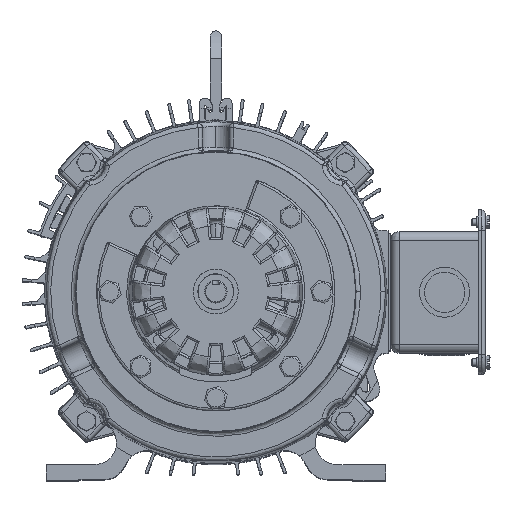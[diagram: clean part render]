
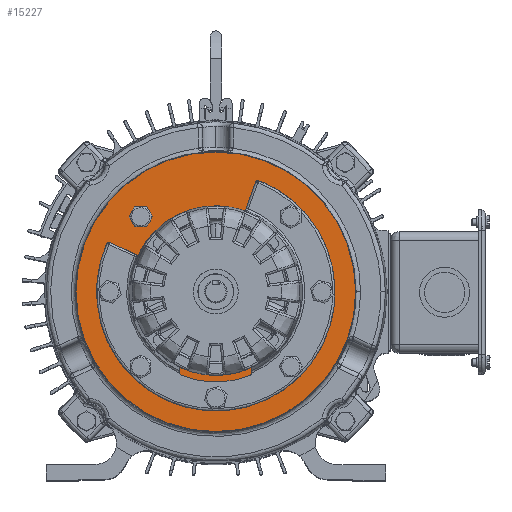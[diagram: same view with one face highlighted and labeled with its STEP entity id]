
A CAD part, top view. The second image highlights one B-rep face of the part: STEP entity #15227.
In plain terms, the highlighted planar face has unit normal (0, 0, 1).
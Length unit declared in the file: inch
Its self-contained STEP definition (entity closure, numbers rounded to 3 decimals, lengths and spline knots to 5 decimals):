
#3769 = EDGE_LOOP ( 'NONE', ( #121518, #22629 ) ) ;
#5900 = ORIENTED_EDGE ( 'NONE', *, *, #87777, .F. ) ;
#7627 = FACE_OUTER_BOUND ( 'NONE', #7884, .T. ) ;
#7884 = EDGE_LOOP ( 'NONE', ( #145638, #48979 ) ) ;
#9845 = CIRCLE ( 'NONE', #106309, 0.156 ) ;
#10181 = DIRECTION ( 'NONE',  ( 0., 0., 1. ) ) ;
#10337 = DIRECTION ( 'NONE',  ( 1., 0., 0. ) ) ;
#10486 = AXIS2_PLACEMENT_3D ( 'NONE', #113757, #153588, #166653 ) ;
#12712 = DIRECTION ( 'NONE',  ( 1., 0., 0. ) ) ;
#12848 = CARTESIAN_POINT ( 'NONE',  ( -2.07713, -2.07713, 1.1617 ) ) ;
#15227 = ADVANCED_FACE ( 'NONE', ( #24629, #7627, #90774, #137421, #169384, #84287 ), #31037, .F. ) ;
#15694 = CARTESIAN_POINT ( 'NONE',  ( 0., 0., 1.1617 ) ) ;
#17551 = AXIS2_PLACEMENT_3D ( 'NONE', #12848, #67571, #27691 ) ;
#19135 = CARTESIAN_POINT ( 'NONE',  ( -2.24925, 0., 1.1617 ) ) ;
#21193 = CARTESIAN_POINT ( 'NONE',  ( -2.23313, -2.07713, 1.1617 ) ) ;
#22077 = CARTESIAN_POINT ( 'NONE',  ( -1.92113, 2.07713, 1.1617 ) ) ;
#22629 = ORIENTED_EDGE ( 'NONE', *, *, #115377, .F. ) ;
#23729 = EDGE_CURVE ( 'NONE', #42976, #129381, #45869, .T. ) ;
#24629 = FACE_BOUND ( 'NONE', #66919, .T. ) ;
#24648 = DIRECTION ( 'NONE',  ( 0., 0., 1. ) ) ;
#26151 = DIRECTION ( 'NONE',  ( 1., 0., 0. ) ) ;
#26659 = CARTESIAN_POINT ( 'NONE',  ( 1.92113, -2.07713, 1.1617 ) ) ;
#27691 = DIRECTION ( 'NONE',  ( 1., 0., 0. ) ) ;
#31037 = PLANE ( 'NONE',  #10486 ) ;
#33150 = CARTESIAN_POINT ( 'NONE',  ( 2.07713, -2.07713, 1.1617 ) ) ;
#33183 = VERTEX_POINT ( 'NONE', #162301 ) ;
#34875 = CARTESIAN_POINT ( 'NONE',  ( 2.07713, 2.07713, 1.1617 ) ) ;
#37115 = VERTEX_POINT ( 'NONE', #81671 ) ;
#39027 = VERTEX_POINT ( 'NONE', #134180 ) ;
#39470 = DIRECTION ( 'NONE',  ( 0., 0., -1. ) ) ;
#42917 = CIRCLE ( 'NONE', #102206, 0.156 ) ;
#42976 = VERTEX_POINT ( 'NONE', #69612 ) ;
#43064 = DIRECTION ( 'NONE',  ( 1., 0., 0. ) ) ;
#44739 = VERTEX_POINT ( 'NONE', #68652 ) ;
#45869 = CIRCLE ( 'NONE', #124308, 0.156 ) ;
#46263 = EDGE_CURVE ( 'NONE', #44739, #146367, #88109, .T. ) ;
#48043 = AXIS2_PLACEMENT_3D ( 'NONE', #15694, #83597, #43064 ) ;
#48979 = ORIENTED_EDGE ( 'NONE', *, *, #116453, .F. ) ;
#50708 = CIRCLE ( 'NONE', #77503, 3.87113 ) ;
#52272 = CARTESIAN_POINT ( 'NONE',  ( -2.23313, 2.07713, 1.1617 ) ) ;
#54326 = CARTESIAN_POINT ( 'NONE',  ( 0., 0., 1.1617 ) ) ;
#55251 = CARTESIAN_POINT ( 'NONE',  ( 0., 0., 1.1617 ) ) ;
#55613 = CIRCLE ( 'NONE', #151442, 2.24925 ) ;
#61505 = CARTESIAN_POINT ( 'NONE',  ( -3.87113, 0., 1.1617 ) ) ;
#62262 = DIRECTION ( 'NONE',  ( 0., 0., 1. ) ) ;
#63212 = CARTESIAN_POINT ( 'NONE',  ( -2.07713, 2.07713, 1.1617 ) ) ;
#64134 = CARTESIAN_POINT ( 'NONE',  ( 2.07713, -2.07713, 1.1617 ) ) ;
#64730 = AXIS2_PLACEMENT_3D ( 'NONE', #33150, #114091, #74848 ) ;
#66919 = EDGE_LOOP ( 'NONE', ( #158880, #94175 ) ) ;
#67571 = DIRECTION ( 'NONE',  ( 0., 0., 1. ) ) ;
#68652 = CARTESIAN_POINT ( 'NONE',  ( 3.87113, 0., 1.1617 ) ) ;
#69612 = CARTESIAN_POINT ( 'NONE',  ( 1.92113, 2.07713, 1.1617 ) ) ;
#72466 = CIRCLE ( 'NONE', #17551, 0.156 ) ;
#74848 = DIRECTION ( 'NONE',  ( 1., 0., 0. ) ) ;
#75247 = EDGE_CURVE ( 'NONE', #37115, #80472, #117507, .T. ) ;
#75518 = EDGE_LOOP ( 'NONE', ( #90913, #86061 ) ) ;
#77337 = EDGE_CURVE ( 'NONE', #33183, #96310, #72466, .T. ) ;
#77503 = AXIS2_PLACEMENT_3D ( 'NONE', #54326, #39470, #12712 ) ;
#79891 = CARTESIAN_POINT ( 'NONE',  ( 2.23313, 2.07713, 1.1617 ) ) ;
#80472 = VERTEX_POINT ( 'NONE', #19135 ) ;
#81671 = CARTESIAN_POINT ( 'NONE',  ( 2.24925, 0., 1.1617 ) ) ;
#83597 = DIRECTION ( 'NONE',  ( 0., 0., 1. ) ) ;
#84287 = FACE_BOUND ( 'NONE', #140735, .T. ) ;
#86061 = ORIENTED_EDGE ( 'NONE', *, *, #154106, .F. ) ;
#87777 = EDGE_CURVE ( 'NONE', #39027, #138865, #120474, .T. ) ;
#88109 = CIRCLE ( 'NONE', #142311, 3.87113 ) ;
#90774 = FACE_BOUND ( 'NONE', #3769, .T. ) ;
#90913 = ORIENTED_EDGE ( 'NONE', *, *, #138992, .F. ) ;
#92317 = DIRECTION ( 'NONE',  ( 1., 0., 0. ) ) ;
#92359 = DIRECTION ( 'NONE',  ( 1., 0., 0. ) ) ;
#94026 = DIRECTION ( 'NONE',  ( 0., 0., 1. ) ) ;
#94175 = ORIENTED_EDGE ( 'NONE', *, *, #157654, .F. ) ;
#96310 = VERTEX_POINT ( 'NONE', #21193 ) ;
#102206 = AXIS2_PLACEMENT_3D ( 'NONE', #34875, #62262, #169897 ) ;
#104594 = DIRECTION ( 'NONE',  ( 1., 0., 0. ) ) ;
#106309 = AXIS2_PLACEMENT_3D ( 'NONE', #63212, #145233, #92359 ) ;
#108370 = ORIENTED_EDGE ( 'NONE', *, *, #23729, .F. ) ;
#113498 = AXIS2_PLACEMENT_3D ( 'NONE', #64134, #159238, #104594 ) ;
#113757 = CARTESIAN_POINT ( 'NONE',  ( 0., 4.5734, 1.1617 ) ) ;
#114091 = DIRECTION ( 'NONE',  ( 0., 0., 1. ) ) ;
#114177 = EDGE_CURVE ( 'NONE', #138865, #39027, #119863, .T. ) ;
#115377 = EDGE_CURVE ( 'NONE', #80472, #37115, #55613, .T. ) ;
#116453 = EDGE_CURVE ( 'NONE', #146367, #44739, #50708, .T. ) ;
#117507 = CIRCLE ( 'NONE', #48043, 2.24925 ) ;
#118028 = CARTESIAN_POINT ( 'NONE',  ( -2.07713, -2.07713, 1.1617 ) ) ;
#119847 = AXIS2_PLACEMENT_3D ( 'NONE', #118028, #132261, #10337 ) ;
#119863 = CIRCLE ( 'NONE', #64730, 0.156 ) ;
#120474 = CIRCLE ( 'NONE', #113498, 0.156 ) ;
#120793 = CARTESIAN_POINT ( 'NONE',  ( 2.07713, 2.07713, 1.1617 ) ) ;
#121518 = ORIENTED_EDGE ( 'NONE', *, *, #75247, .F. ) ;
#123678 = CIRCLE ( 'NONE', #119847, 0.156 ) ;
#124033 = EDGE_CURVE ( 'NONE', #129381, #42976, #42917, .T. ) ;
#124308 = AXIS2_PLACEMENT_3D ( 'NONE', #120793, #10181, #92317 ) ;
#125561 = ORIENTED_EDGE ( 'NONE', *, *, #114177, .F. ) ;
#129381 = VERTEX_POINT ( 'NONE', #79891 ) ;
#130528 = DIRECTION ( 'NONE',  ( 1., 0., 0. ) ) ;
#132261 = DIRECTION ( 'NONE',  ( 0., 0., 1. ) ) ;
#134180 = CARTESIAN_POINT ( 'NONE',  ( 2.23313, -2.07713, 1.1617 ) ) ;
#137421 = FACE_BOUND ( 'NONE', #75518, .T. ) ;
#138865 = VERTEX_POINT ( 'NONE', #26659 ) ;
#138992 = EDGE_CURVE ( 'NONE', #176184, #172713, #9845, .T. ) ;
#140735 = EDGE_LOOP ( 'NONE', ( #172675, #108370 ) ) ;
#142311 = AXIS2_PLACEMENT_3D ( 'NONE', #145352, #159646, #130528 ) ;
#145233 = DIRECTION ( 'NONE',  ( 0., 0., 1. ) ) ;
#145352 = CARTESIAN_POINT ( 'NONE',  ( 0., 0., 1.1617 ) ) ;
#145638 = ORIENTED_EDGE ( 'NONE', *, *, #46263, .F. ) ;
#146367 = VERTEX_POINT ( 'NONE', #61505 ) ;
#151442 = AXIS2_PLACEMENT_3D ( 'NONE', #55251, #94026, #26151 ) ;
#153588 = DIRECTION ( 'NONE',  ( 0., 0., -1. ) ) ;
#154106 = EDGE_CURVE ( 'NONE', #172713, #176184, #158443, .T. ) ;
#157654 = EDGE_CURVE ( 'NONE', #96310, #33183, #123678, .T. ) ;
#158443 = CIRCLE ( 'NONE', #159423, 0.156 ) ;
#158880 = ORIENTED_EDGE ( 'NONE', *, *, #77337, .F. ) ;
#159238 = DIRECTION ( 'NONE',  ( 0., 0., 1. ) ) ;
#159423 = AXIS2_PLACEMENT_3D ( 'NONE', #160286, #24648, #160841 ) ;
#159646 = DIRECTION ( 'NONE',  ( 0., 0., -1. ) ) ;
#160286 = CARTESIAN_POINT ( 'NONE',  ( -2.07713, 2.07713, 1.1617 ) ) ;
#160327 = EDGE_LOOP ( 'NONE', ( #5900, #125561 ) ) ;
#160841 = DIRECTION ( 'NONE',  ( 1., 0., 0. ) ) ;
#162301 = CARTESIAN_POINT ( 'NONE',  ( -1.92113, -2.07713, 1.1617 ) ) ;
#166653 = DIRECTION ( 'NONE',  ( -1., 0., 0. ) ) ;
#169384 = FACE_BOUND ( 'NONE', #160327, .T. ) ;
#169897 = DIRECTION ( 'NONE',  ( 1., 0., 0. ) ) ;
#172675 = ORIENTED_EDGE ( 'NONE', *, *, #124033, .F. ) ;
#172713 = VERTEX_POINT ( 'NONE', #52272 ) ;
#176184 = VERTEX_POINT ( 'NONE', #22077 ) ;
